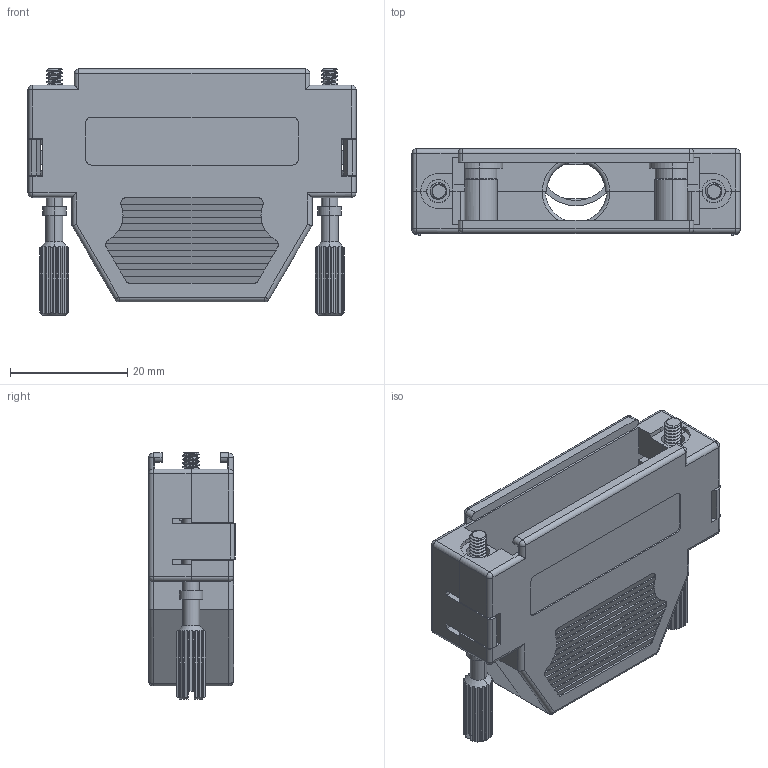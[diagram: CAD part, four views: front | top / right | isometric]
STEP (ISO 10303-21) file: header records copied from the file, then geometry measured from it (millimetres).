
FILE_DESCRIPTION (( 'STEP AP214' ), '1' );
FILE_NAME ('6688-9727.STEP', '2023-06-27T09:40:47', ( '' ), ( '' ), 'SwSTEP 2.0', 'SolidWorks 2021', '' );
FILE_SCHEMA (( 'AUTOMOTIVE_DESIGN' ));
Length unit declared in the file: millimetre
Products named in the file (7): 6688-9727; 6830-0140-02; 6855-0107-02; 6805-0904-13; 6855-0117-02; 6826-0160-01; 6805-0904-03
Assembly tree (9 placements, depth 2):
  6688-9727
    6805-0904-13
    6805-0904-03
    6826-0160-01  x2
    6830-0140-02
    6855-0107-02  x2
    6855-0117-02  x2
Bounding box: 56 x 14.8 x 42 mm (x, y, z)
Volume: 10135.6 mm3; surface area: 15369.2 mm2
Topology: 9 solids, 9 shells, 1138 faces, 3044 edges, 1937 vertices
Faces by surface type: plane 582, cylinder 452, cone 38, bspline 27, torus 23, sphere 16
Entity records: 35647 total; most frequent: CARTESIAN_POINT 14345, ORIENTED_EDGE 4646, DIRECTION 4147, EDGE_CURVE 2323, VERTEX_POINT 1472, AXIS2_PLACEMENT_3D 1393, VECTOR 1361, LINE 1361
